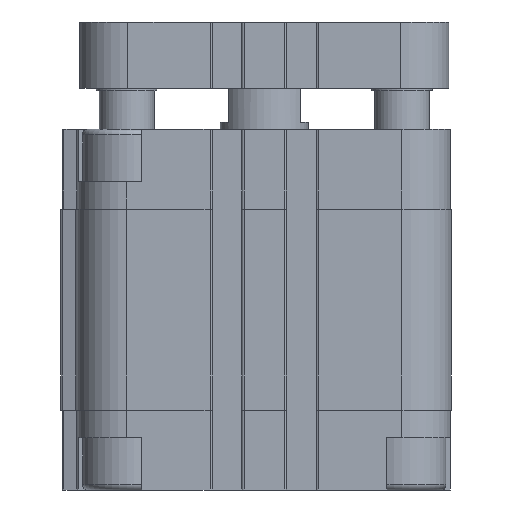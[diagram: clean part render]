
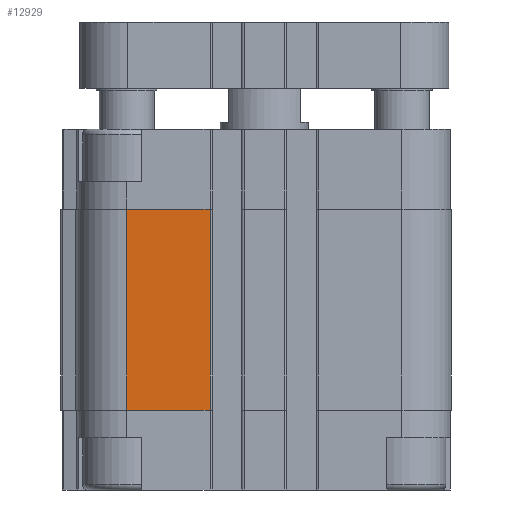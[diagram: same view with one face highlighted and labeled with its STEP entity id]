
A CAD part, left-side view. The second image highlights one B-rep face of the part: STEP entity #12929.
In plain terms, the highlighted face is planar.
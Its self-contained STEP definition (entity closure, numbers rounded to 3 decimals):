
#167=LINE('',#19592,#1347);
#515=LINE('',#20535,#1695);
#535=LINE('',#20622,#1715);
#536=LINE('',#20624,#1716);
#1347=VECTOR('',#15187,1000.);
#1695=VECTOR('',#16059,1000.);
#1715=VECTOR('',#16183,1000.);
#1716=VECTOR('',#16186,1000.);
#2519=PLANE('',#13938);
#4497=ORIENTED_EDGE('',*,*,#7883,.F.);
#4498=ORIENTED_EDGE('',*,*,#7927,.F.);
#4499=ORIENTED_EDGE('',*,*,#7408,.T.);
#4500=ORIENTED_EDGE('',*,*,#7928,.T.);
#7408=EDGE_CURVE('',#9314,#9313,#167,.T.);
#7883=EDGE_CURVE('',#9646,#9647,#515,.T.);
#7927=EDGE_CURVE('',#9314,#9646,#535,.T.);
#7928=EDGE_CURVE('',#9313,#9647,#536,.T.);
#9313=VERTEX_POINT('',#19591);
#9314=VERTEX_POINT('',#19593);
#9646=VERTEX_POINT('',#20534);
#9647=VERTEX_POINT('',#20536);
#11095=EDGE_LOOP('',(#4497,#4498,#4499,#4500));
#11997=FACE_BOUND('',#11095,.T.);
#12929=ADVANCED_FACE('',(#11997),#2519,.T.);
#13938=AXIS2_PLACEMENT_3D('',#20623,#16184,#16185);
#15187=DIRECTION('',(0.,1.,0.));
#16059=DIRECTION('',(0.,1.,0.));
#16183=DIRECTION('',(0.,0.,1.));
#16184=DIRECTION('',(1.,0.,0.));
#16185=DIRECTION('',(0.,0.,-1.));
#16186=DIRECTION('',(0.,0.,1.));
#19591=CARTESIAN_POINT('',(34.,-9.85,-51.));
#19592=CARTESIAN_POINT('',(34.,-25.,-51.));
#19593=CARTESIAN_POINT('',(34.,-25.,-51.));
#20534=CARTESIAN_POINT('',(34.,-25.,-14.5));
#20535=CARTESIAN_POINT('',(34.,-25.,-14.5));
#20536=CARTESIAN_POINT('',(34.,-9.85,-14.5));
#20622=CARTESIAN_POINT('',(34.,-25.,-51.));
#20623=CARTESIAN_POINT('',(34.,-25.,-51.));
#20624=CARTESIAN_POINT('',(34.,-9.85,-51.));
